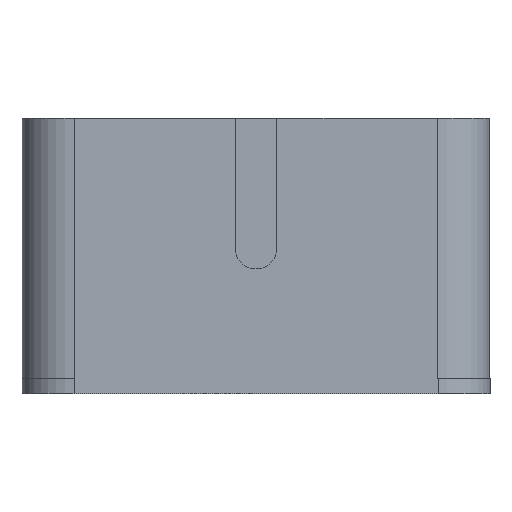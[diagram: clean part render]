
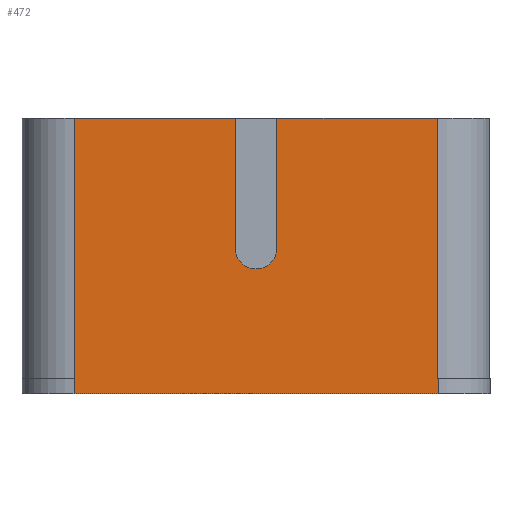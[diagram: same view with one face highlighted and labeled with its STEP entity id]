
A CAD part, left-side view. The second image highlights one B-rep face of the part: STEP entity #472.
In plain terms, the highlighted planar face has unit normal (-1, 0, 0).
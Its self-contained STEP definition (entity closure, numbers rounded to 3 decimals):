
#17 = LINE ( 'NONE', #1340, #1565 ) ;
#20 = EDGE_CURVE ( 'NONE', #974, #769, #867, .T. ) ;
#23 = EDGE_CURVE ( 'NONE', #798, #974, #850, .T. ) ;
#34 = DIRECTION ( 'NONE',  ( 0., 0., -1. ) ) ;
#36 = ORIENTED_EDGE ( 'NONE', *, *, #639, .F. ) ;
#41 = VECTOR ( 'NONE', #1702, 1000. ) ;
#68 = VERTEX_POINT ( 'NONE', #982 ) ;
#74 = CARTESIAN_POINT ( 'NONE',  ( -60., -34.903, 53. ) ) ;
#96 = VERTEX_POINT ( 'NONE', #577 ) ;
#247 = EDGE_LOOP ( 'NONE', ( #909, #1320, #1603, #1185, #1174, #537, #1154, #1642, #270, #36, #311, #1176 ) ) ;
#259 = CARTESIAN_POINT ( 'NONE',  ( -60., 35., 3. ) ) ;
#266 = CARTESIAN_POINT ( 'NONE',  ( -60., 4., 28. ) ) ;
#270 = ORIENTED_EDGE ( 'NONE', *, *, #687, .F. ) ;
#311 = ORIENTED_EDGE ( 'NONE', *, *, #857, .F. ) ;
#315 = DIRECTION ( 'NONE',  ( 0., -1., 0. ) ) ;
#336 = VECTOR ( 'NONE', #554, 1000. ) ;
#349 = DIRECTION ( 'NONE',  ( 1., 0., 0. ) ) ;
#393 = VECTOR ( 'NONE', #506, 1000. ) ;
#450 = LINE ( 'NONE', #1633, #732 ) ;
#472 = ADVANCED_FACE ( 'NONE', ( #1355 ), #1345, .F. ) ;
#476 = CARTESIAN_POINT ( 'NONE',  ( -60., 34.985, 53. ) ) ;
#486 = CARTESIAN_POINT ( 'NONE',  ( -60., -4., 53. ) ) ;
#493 = CARTESIAN_POINT ( 'NONE',  ( -60., -4., 28. ) ) ;
#506 = DIRECTION ( 'NONE',  ( 0., -1., 0. ) ) ;
#507 = VERTEX_POINT ( 'NONE', #627 ) ;
#508 = VECTOR ( 'NONE', #1802, 1000. ) ;
#532 = CARTESIAN_POINT ( 'NONE',  ( -60., 4., 53. ) ) ;
#537 = ORIENTED_EDGE ( 'NONE', *, *, #1857, .T. ) ;
#538 = CARTESIAN_POINT ( 'NONE',  ( -60., 35., 3. ) ) ;
#543 = VECTOR ( 'NONE', #690, 1000. ) ;
#550 = CARTESIAN_POINT ( 'NONE',  ( -60., -35., 3. ) ) ;
#554 = DIRECTION ( 'NONE',  ( 0., 0., -1. ) ) ;
#556 = CARTESIAN_POINT ( 'NONE',  ( -60., -35., 3. ) ) ;
#577 = CARTESIAN_POINT ( 'NONE',  ( -60., 35., 0. ) ) ;
#603 = VERTEX_POINT ( 'NONE', #1373 ) ;
#627 = CARTESIAN_POINT ( 'NONE',  ( -60., 34.985, 3. ) ) ;
#639 = EDGE_CURVE ( 'NONE', #1002, #603, #1811, .T. ) ;
#687 = EDGE_CURVE ( 'NONE', #603, #1170, #1094, .T. ) ;
#690 = DIRECTION ( 'NONE',  ( 0., -1., 0. ) ) ;
#693 = CARTESIAN_POINT ( 'NONE',  ( -60., 0., 28. ) ) ;
#732 = VECTOR ( 'NONE', #1023, 1000. ) ;
#765 = VERTEX_POINT ( 'NONE', #486 ) ;
#769 = VERTEX_POINT ( 'NONE', #1450 ) ;
#787 = CARTESIAN_POINT ( 'NONE',  ( -60., -34.903, 53. ) ) ;
#792 = LINE ( 'NONE', #1097, #508 ) ;
#798 = VERTEX_POINT ( 'NONE', #476 ) ;
#816 = VERTEX_POINT ( 'NONE', #493 ) ;
#849 = CARTESIAN_POINT ( 'NONE',  ( -60., 35., 3. ) ) ;
#850 = LINE ( 'NONE', #1430, #543 ) ;
#857 = EDGE_CURVE ( 'NONE', #765, #1002, #17, .T. ) ;
#867 = LINE ( 'NONE', #266, #336 ) ;
#909 = ORIENTED_EDGE ( 'NONE', *, *, #1444, .F. ) ;
#958 = AXIS2_PLACEMENT_3D ( 'NONE', #693, #1422, #1118 ) ;
#974 = VERTEX_POINT ( 'NONE', #532 ) ;
#975 = DIRECTION ( 'NONE',  ( 0., -1., 0. ) ) ;
#982 = CARTESIAN_POINT ( 'NONE',  ( -60., -35., 0. ) ) ;
#985 = CIRCLE ( 'NONE', #958, 4. ) ;
#987 = DIRECTION ( 'NONE',  ( 0., 0., -1. ) ) ;
#1002 = VERTEX_POINT ( 'NONE', #787 ) ;
#1023 = DIRECTION ( 'NONE',  ( 0., 0., 1. ) ) ;
#1094 = LINE ( 'NONE', #259, #393 ) ;
#1097 = CARTESIAN_POINT ( 'NONE',  ( -60., 35., 0. ) ) ;
#1118 = DIRECTION ( 'NONE',  ( 0., 0., 1. ) ) ;
#1136 = EDGE_CURVE ( 'NONE', #798, #507, #1862, .T. ) ;
#1154 = ORIENTED_EDGE ( 'NONE', *, *, #1331, .T. ) ;
#1170 = VERTEX_POINT ( 'NONE', #550 ) ;
#1174 = ORIENTED_EDGE ( 'NONE', *, *, #1838, .F. ) ;
#1176 = ORIENTED_EDGE ( 'NONE', *, *, #1195, .F. ) ;
#1185 = ORIENTED_EDGE ( 'NONE', *, *, #1136, .T. ) ;
#1194 = CARTESIAN_POINT ( 'NONE',  ( -60., 35., 3. ) ) ;
#1195 = EDGE_CURVE ( 'NONE', #816, #765, #450, .T. ) ;
#1265 = LINE ( 'NONE', #1412, #1604 ) ;
#1320 = ORIENTED_EDGE ( 'NONE', *, *, #20, .F. ) ;
#1331 = EDGE_CURVE ( 'NONE', #96, #68, #792, .T. ) ;
#1340 = CARTESIAN_POINT ( 'NONE',  ( -60., 34.985, 53. ) ) ;
#1345 = PLANE ( 'NONE',  #1513 ) ;
#1355 = FACE_OUTER_BOUND ( 'NONE', #247, .T. ) ;
#1373 = CARTESIAN_POINT ( 'NONE',  ( -60., -34.903, 3. ) ) ;
#1401 = LINE ( 'NONE', #849, #41 ) ;
#1412 = CARTESIAN_POINT ( 'NONE',  ( -60., 35., 3. ) ) ;
#1422 = DIRECTION ( 'NONE',  ( -1., 0., 0. ) ) ;
#1427 = VECTOR ( 'NONE', #987, 1000. ) ;
#1430 = CARTESIAN_POINT ( 'NONE',  ( -60., 34.985, 53. ) ) ;
#1440 = VERTEX_POINT ( 'NONE', #538 ) ;
#1444 = EDGE_CURVE ( 'NONE', #769, #816, #985, .T. ) ;
#1450 = CARTESIAN_POINT ( 'NONE',  ( -60., 4., 28. ) ) ;
#1468 = EDGE_CURVE ( 'NONE', #1170, #68, #1552, .T. ) ;
#1513 = AXIS2_PLACEMENT_3D ( 'NONE', #1194, #349, #34 ) ;
#1552 = LINE ( 'NONE', #556, #1624 ) ;
#1565 = VECTOR ( 'NONE', #315, 1000. ) ;
#1603 = ORIENTED_EDGE ( 'NONE', *, *, #23, .F. ) ;
#1604 = VECTOR ( 'NONE', #975, 1000. ) ;
#1624 = VECTOR ( 'NONE', #1711, 1000. ) ;
#1627 = VECTOR ( 'NONE', #1675, 1000. ) ;
#1633 = CARTESIAN_POINT ( 'NONE',  ( -60., -4., 28. ) ) ;
#1642 = ORIENTED_EDGE ( 'NONE', *, *, #1468, .F. ) ;
#1675 = DIRECTION ( 'NONE',  ( 0., 0., -1. ) ) ;
#1702 = DIRECTION ( 'NONE',  ( 0., 0., -1. ) ) ;
#1711 = DIRECTION ( 'NONE',  ( 0., 0., -1. ) ) ;
#1728 = CARTESIAN_POINT ( 'NONE',  ( -60., 34.985, 53. ) ) ;
#1802 = DIRECTION ( 'NONE',  ( 0., -1., 0. ) ) ;
#1811 = LINE ( 'NONE', #74, #1627 ) ;
#1838 = EDGE_CURVE ( 'NONE', #1440, #507, #1265, .T. ) ;
#1857 = EDGE_CURVE ( 'NONE', #1440, #96, #1401, .T. ) ;
#1862 = LINE ( 'NONE', #1728, #1427 ) ;
